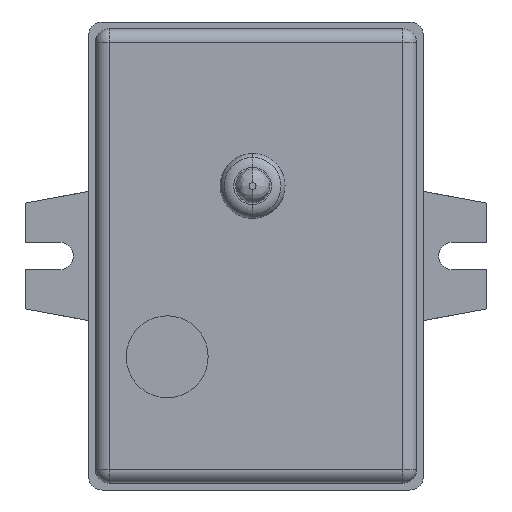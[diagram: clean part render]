
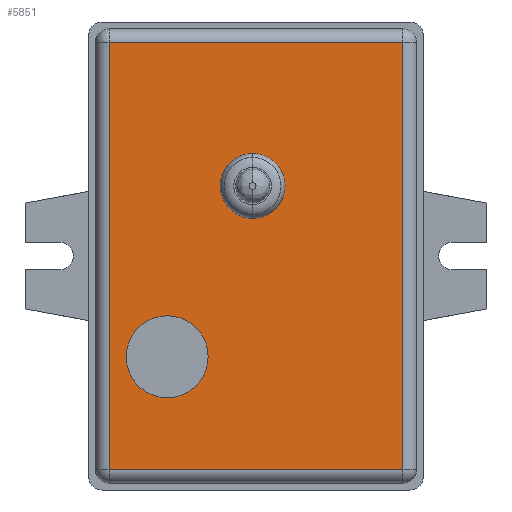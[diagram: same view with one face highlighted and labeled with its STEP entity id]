
A CAD part, front view. The second image highlights one B-rep face of the part: STEP entity #5851.
In plain terms, the highlighted planar face has unit normal (0, -1, 0).
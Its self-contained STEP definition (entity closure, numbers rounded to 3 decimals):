
#2703=DIRECTION('',(1.,0.,0.));
#2704=VECTOR('',#2703,43.);
#2705=CARTESIAN_POINT('',(-21.5,0.,31.25));
#2706=LINE('',#2705,#2704);
#2745=DIRECTION('',(0.,0.,-1.));
#2746=VECTOR('',#2745,62.5);
#2747=CARTESIAN_POINT('',(21.5,0.,31.25));
#2748=LINE('',#2747,#2746);
#2814=DIRECTION('',(-1.,0.,0.));
#2815=VECTOR('',#2814,43.);
#2816=CARTESIAN_POINT('',(21.5,0.,-31.25));
#2817=LINE('',#2816,#2815);
#2852=DIRECTION('',(0.,0.,1.));
#2853=VECTOR('',#2852,62.5);
#2854=CARTESIAN_POINT('',(-21.5,0.,-31.25));
#2855=LINE('',#2854,#2853);
#2990=CARTESIAN_POINT('',(-21.5,0.,-31.25));
#2991=CARTESIAN_POINT('',(-21.5,0.,31.25));
#2992=VERTEX_POINT('',#2990);
#2993=VERTEX_POINT('',#2991);
#2994=CARTESIAN_POINT('',(21.5,0.,-31.25));
#2995=VERTEX_POINT('',#2994);
#2996=CARTESIAN_POINT('',(21.5,0.,31.25));
#2997=VERTEX_POINT('',#2996);
#5840=CARTESIAN_POINT('',(0.,0.,0.));
#5841=DIRECTION('',(0.,-1.,0.));
#5842=DIRECTION('',(0.,0.,-1.));
#5843=AXIS2_PLACEMENT_3D('',#5840,#5841,#5842);
#5844=PLANE('',#5843);
#5845=ORIENTED_EDGE('',*,*,#5826,.T.);
#5846=ORIENTED_EDGE('',*,*,#5627,.T.);
#5847=ORIENTED_EDGE('',*,*,#5711,.T.);
#5848=ORIENTED_EDGE('',*,*,#5787,.T.);
#5849=EDGE_LOOP('',(#5845,#5846,#5847,#5848));
#5850=FACE_OUTER_BOUND('',#5849,.F.);
#5627=EDGE_CURVE('',#2993,#2997,#2706,.T.);
#5711=EDGE_CURVE('',#2997,#2995,#2748,.T.);
#5787=EDGE_CURVE('',#2995,#2992,#2817,.T.);
#5826=EDGE_CURVE('',#2992,#2993,#2855,.T.);
#5851=ADVANCED_FACE('',(#5850),#5844,.T.);
